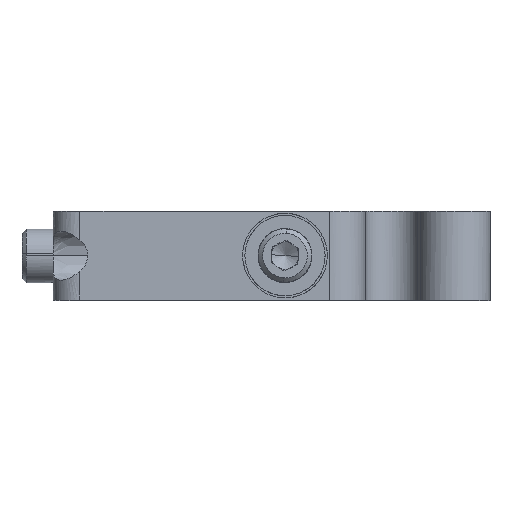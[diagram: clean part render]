
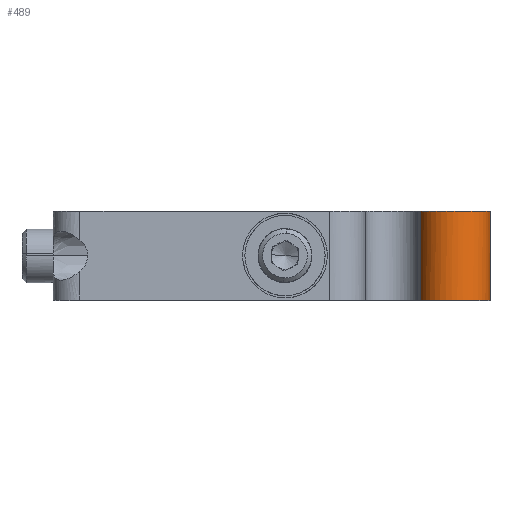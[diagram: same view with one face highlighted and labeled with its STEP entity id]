
A CAD part, top view. The second image highlights one B-rep face of the part: STEP entity #489.
In plain terms, the highlighted free-form (B-spline) face has degree [2, 1] with [9, 2] control points.
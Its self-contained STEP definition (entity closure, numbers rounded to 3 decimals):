
#489=ADVANCED_FACE('',(#770),#10447,.T.);
#770=FACE_OUTER_BOUND('',#1077,.T.);
#1077=EDGE_LOOP('',(#2160,#2161,#2162,#2163));
#2160=ORIENTED_EDGE('',*,*,#8821,.T.);
#2161=ORIENTED_EDGE('',*,*,#8822,.T.);
#2162=ORIENTED_EDGE('',*,*,#8823,.T.);
#2163=ORIENTED_EDGE('',*,*,#8819,.F.);
#3680=PCURVE('',#10296,#5203);
#3683=PCURVE('',#10447,#5206);
#3684=PCURVE('',#10447,#5207);
#3685=PCURVE('',#10447,#5208);
#3686=PCURVE('',#10447,#5209);
#3690=PCURVE('',#10297,#5213);
#3791=PCURVE('',#10307,#5314);
#3857=PCURVE('',#10308,#5380);
#5203=DEFINITIONAL_REPRESENTATION('',(#6911),#38234);
#5206=DEFINITIONAL_REPRESENTATION('',(#6915),#38234);
#5207=DEFINITIONAL_REPRESENTATION('',(#6917),#38234);
#5208=DEFINITIONAL_REPRESENTATION('',(#6918),#38234);
#5209=DEFINITIONAL_REPRESENTATION('',(#6919),#38234);
#5213=DEFINITIONAL_REPRESENTATION('',(#6926),#38234);
#5314=DEFINITIONAL_REPRESENTATION('',(#9477),#38234);
#5380=DEFINITIONAL_REPRESENTATION('',(#9521),#38234);
#6910=B_SPLINE_CURVE_WITH_KNOTS('',1,(#18573,#18574),.UNSPECIFIED.,.F.,
 .F.,(2,2),(-10.,0.),.UNSPECIFIED.);
#6911=B_SPLINE_CURVE_WITH_KNOTS('',1,(#18575,#18576),.UNSPECIFIED.,.F.,
 .F.,(2,2),(-10.,0.),.UNSPECIFIED.);
#6915=B_SPLINE_CURVE_WITH_KNOTS('',1,(#18588,#18589),.UNSPECIFIED.,.F.,
 .F.,(2,2),(0.,11.17),.UNSPECIFIED.);
#6916=B_SPLINE_CURVE_WITH_KNOTS('',1,(#18590,#18591),.UNSPECIFIED.,.F.,
 .F.,(2,2),(-10.,0.),.UNSPECIFIED.);
#6917=B_SPLINE_CURVE_WITH_KNOTS('',1,(#18592,#18593),.UNSPECIFIED.,.F.,
 .F.,(2,2),(-10.,0.),.UNSPECIFIED.);
#6918=B_SPLINE_CURVE_WITH_KNOTS('',1,(#18599,#18600),.UNSPECIFIED.,.F.,
 .F.,(2,2),(0.,11.17),.UNSPECIFIED.);
#6919=B_SPLINE_CURVE_WITH_KNOTS('',1,(#18601,#18602),.UNSPECIFIED.,.F.,
 .F.,(2,2),(-10.,0.),.UNSPECIFIED.);
#6926=B_SPLINE_CURVE_WITH_KNOTS('',1,(#18615,#18616),.UNSPECIFIED.,.F.,
 .F.,(2,2),(-10.,0.),.UNSPECIFIED.);
#8015=SURFACE_CURVE('',#6910,(#3680,#3686),.PCURVE_S1.);
#8017=SURFACE_CURVE('',#9439,(#3683,#3857),.PCURVE_S1.);
#8018=SURFACE_CURVE('',#6916,(#3684,#3690),.PCURVE_S1.);
#8019=SURFACE_CURVE('',#9440,(#3685,#3791),.PCURVE_S1.);
#8819=EDGE_CURVE('',#10080,#10081,#8015,.T.);
#8821=EDGE_CURVE('',#10080,#10082,#8017,.T.);
#8822=EDGE_CURVE('',#10082,#10083,#8018,.T.);
#8823=EDGE_CURVE('',#10083,#10081,#8019,.T.);
#9439=(
BOUNDED_CURVE()
B_SPLINE_CURVE(2,(#18583,#18584,#18585,#18586,#18587),.UNSPECIFIED.,.F.,
 .F.)
B_SPLINE_CURVE_WITH_KNOTS((3,2,3),(0.,5.585,11.17),
 .UNSPECIFIED.)
CURVE()
GEOMETRIC_REPRESENTATION_ITEM()
RATIONAL_B_SPLINE_CURVE((1.,0.766,1.,0.766,1.))
REPRESENTATION_ITEM('')
);
#9440=(
BOUNDED_CURVE()
B_SPLINE_CURVE(2,(#18594,#18595,#18596,#18597,#18598),.UNSPECIFIED.,.F.,
 .F.)
B_SPLINE_CURVE_WITH_KNOTS((3,2,3),(0.,5.585,11.17),
 .UNSPECIFIED.)
CURVE()
GEOMETRIC_REPRESENTATION_ITEM()
RATIONAL_B_SPLINE_CURVE((1.,0.766,1.,0.766,1.))
REPRESENTATION_ITEM('')
);
#9477=(
BOUNDED_CURVE()
B_SPLINE_CURVE(2,(#18971,#18972,#18973,#18974,#18975),.UNSPECIFIED.,.F.,
 .F.)
B_SPLINE_CURVE_WITH_KNOTS((3,2,3),(0.,5.585,11.17),
 .UNSPECIFIED.)
CURVE()
GEOMETRIC_REPRESENTATION_ITEM()
RATIONAL_B_SPLINE_CURVE((1.,0.766,1.,0.766,1.))
REPRESENTATION_ITEM('')
);
#9521=(
BOUNDED_CURVE()
B_SPLINE_CURVE(2,(#19201,#19202,#19203,#19204,#19205),.UNSPECIFIED.,.F.,
 .F.)
B_SPLINE_CURVE_WITH_KNOTS((3,2,3),(0.,5.585,11.17),
 .UNSPECIFIED.)
CURVE()
GEOMETRIC_REPRESENTATION_ITEM()
RATIONAL_B_SPLINE_CURVE((1.,0.766,1.,0.766,1.))
REPRESENTATION_ITEM('')
);
#10080=VERTEX_POINT('',#13640);
#10081=VERTEX_POINT('',#13641);
#10082=VERTEX_POINT('',#13642);
#10083=VERTEX_POINT('',#13643);
#10296=B_SPLINE_SURFACE_WITH_KNOTS('',1,1,((#13068,#13069),(#13070,#13071)),
 .UNSPECIFIED.,.F.,.F.,.F.,(2,2),(2,2),(-1.12,11.12),(-0.277,
1.512),.UNSPECIFIED.);
#10297=B_SPLINE_SURFACE_WITH_KNOTS('',1,1,((#13090,#13091),(#13092,#13093)),
 .UNSPECIFIED.,.F.,.F.,.F.,(2,2),(2,2),(-11.12,1.12),(-36.199,
3.4),.UNSPECIFIED.);
#10307=B_SPLINE_SURFACE_WITH_KNOTS('',1,1,((#13256,#13257),(#13258,#13259)),
 .UNSPECIFIED.,.F.,.F.,.F.,(2,2),(2,2),(-31.192,31.448),
(-31.701,27.339),.UNSPECIFIED.);
#10308=B_SPLINE_SURFACE_WITH_KNOTS('',1,1,((#13260,#13261),(#13262,#13263)),
 .UNSPECIFIED.,.F.,.F.,.F.,(2,2),(2,2),(-31.701,27.339),
(-31.192,31.448),.UNSPECIFIED.);
#10447=(
BOUNDED_SURFACE()
B_SPLINE_SURFACE(2,1,((#13072,#13073),(#13074,#13075),(#13076,#13077),(#13078,
#13079),(#13080,#13081),(#13082,#13083),(#13084,#13085),(#13086,#13087),
(#13088,#13089)),.UNSPECIFIED.,.T.,.F.,.F.)
B_SPLINE_SURFACE_WITH_KNOTS((3,2,2,2,3),(2,2),(0.,1.571,3.142,
4.712,6.283),(0.,12.24),.UNSPECIFIED.)
GEOMETRIC_REPRESENTATION_ITEM()
RATIONAL_B_SPLINE_SURFACE(((1.,1.),(0.707,0.707),
(1.,1.),(0.707,0.707),(1.,1.),(0.707,
0.707),(1.,1.),(0.707,0.707),(1.,1.)))
REPRESENTATION_ITEM('')
SURFACE()
);
#13068=CARTESIAN_POINT('',(3.595,52.182,43.417));
#13069=CARTESIAN_POINT('',(4.206,53.863,43.417));
#13070=CARTESIAN_POINT('',(3.595,52.182,55.657));
#13071=CARTESIAN_POINT('',(4.206,53.863,55.657));
#13072=CARTESIAN_POINT('',(3.87,52.235,43.417));
#13073=CARTESIAN_POINT('',(3.87,52.235,55.657));
#13074=CARTESIAN_POINT('',(3.87,48.235,43.417));
#13075=CARTESIAN_POINT('',(3.87,48.235,55.657));
#13076=CARTESIAN_POINT('',(7.87,48.235,43.417));
#13077=CARTESIAN_POINT('',(7.87,48.235,55.657));
#13078=CARTESIAN_POINT('',(11.87,48.235,43.417));
#13079=CARTESIAN_POINT('',(11.87,48.235,55.657));
#13080=CARTESIAN_POINT('',(11.87,52.235,43.417));
#13081=CARTESIAN_POINT('',(11.87,52.235,55.657));
#13082=CARTESIAN_POINT('',(11.87,56.235,43.417));
#13083=CARTESIAN_POINT('',(11.87,56.235,55.657));
#13084=CARTESIAN_POINT('',(7.87,56.235,43.417));
#13085=CARTESIAN_POINT('',(7.87,56.235,55.657));
#13086=CARTESIAN_POINT('',(3.87,56.235,43.417));
#13087=CARTESIAN_POINT('',(3.87,56.235,55.657));
#13088=CARTESIAN_POINT('',(3.87,52.235,43.417));
#13089=CARTESIAN_POINT('',(3.87,52.235,55.657));
#13090=CARTESIAN_POINT('',(11.87,16.036,55.657));
#13091=CARTESIAN_POINT('',(11.87,55.635,55.657));
#13092=CARTESIAN_POINT('',(11.87,16.036,43.417));
#13093=CARTESIAN_POINT('',(11.87,55.635,43.417));
#13256=CARTESIAN_POINT('',(-42.15,3.149,44.537));
#13257=CARTESIAN_POINT('',(16.89,3.149,44.537));
#13258=CARTESIAN_POINT('',(-42.15,65.789,44.537));
#13259=CARTESIAN_POINT('',(16.89,65.789,44.537));
#13260=CARTESIAN_POINT('',(-42.15,3.149,54.537));
#13261=CARTESIAN_POINT('',(-42.15,65.789,54.537));
#13262=CARTESIAN_POINT('',(16.89,3.149,54.537));
#13263=CARTESIAN_POINT('',(16.89,65.789,54.537));
#13640=CARTESIAN_POINT('',(4.112,53.603,54.537));
#13641=CARTESIAN_POINT('',(4.112,53.603,44.537));
#13642=CARTESIAN_POINT('',(11.87,52.235,54.537));
#13643=CARTESIAN_POINT('',(11.87,52.235,44.537));
#18573=CARTESIAN_POINT('',(4.112,53.603,54.537));
#18574=CARTESIAN_POINT('',(4.112,53.603,44.537));
#18575=CARTESIAN_POINT('',(10.,1.234));
#18576=CARTESIAN_POINT('',(0.,1.234));
#18583=CARTESIAN_POINT('',(4.112,53.603,54.537));
#18584=CARTESIAN_POINT('',(5.259,56.757,54.537));
#18585=CARTESIAN_POINT('',(8.565,56.174,54.537));
#18586=CARTESIAN_POINT('',(11.87,55.591,54.537));
#18587=CARTESIAN_POINT('',(11.87,52.235,54.537));
#18588=CARTESIAN_POINT('',(5.918,11.12));
#18589=CARTESIAN_POINT('',(3.142,11.12));
#18590=CARTESIAN_POINT('',(11.87,52.235,54.537));
#18591=CARTESIAN_POINT('',(11.87,52.235,44.537));
#18592=CARTESIAN_POINT('',(3.142,11.12));
#18593=CARTESIAN_POINT('',(3.142,1.12));
#18594=CARTESIAN_POINT('',(11.87,52.235,44.537));
#18595=CARTESIAN_POINT('',(11.87,55.591,44.537));
#18596=CARTESIAN_POINT('',(8.565,56.174,44.537));
#18597=CARTESIAN_POINT('',(5.259,56.757,44.537));
#18598=CARTESIAN_POINT('',(4.112,53.603,44.537));
#18599=CARTESIAN_POINT('',(3.142,1.12));
#18600=CARTESIAN_POINT('',(5.918,1.12));
#18601=CARTESIAN_POINT('',(5.918,11.12));
#18602=CARTESIAN_POINT('',(5.918,1.12));
#18615=CARTESIAN_POINT('',(-10.,0.));
#18616=CARTESIAN_POINT('',(0.,0.));
#18971=CARTESIAN_POINT('',(17.894,22.319));
#18972=CARTESIAN_POINT('',(21.25,22.319));
#18973=CARTESIAN_POINT('',(21.833,19.013));
#18974=CARTESIAN_POINT('',(22.416,15.708));
#18975=CARTESIAN_POINT('',(19.262,14.56));
#19201=CARTESIAN_POINT('',(14.56,19.262));
#19202=CARTESIAN_POINT('',(15.708,22.416));
#19203=CARTESIAN_POINT('',(19.013,21.833));
#19204=CARTESIAN_POINT('',(22.319,21.25));
#19205=CARTESIAN_POINT('',(22.319,17.894));
#38234=(
GEOMETRIC_REPRESENTATION_CONTEXT(2)
PARAMETRIC_REPRESENTATION_CONTEXT()
REPRESENTATION_CONTEXT('pspace','')
);
